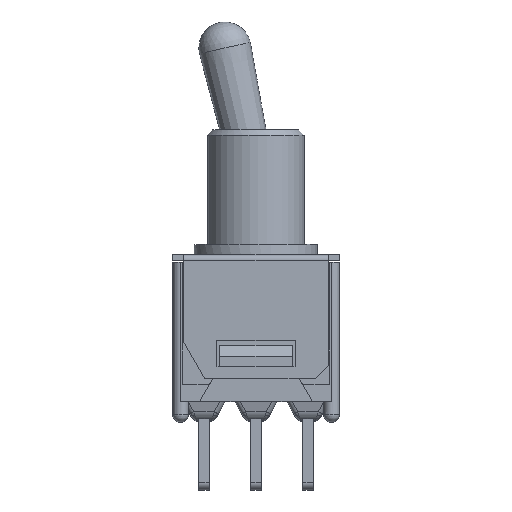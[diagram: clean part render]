
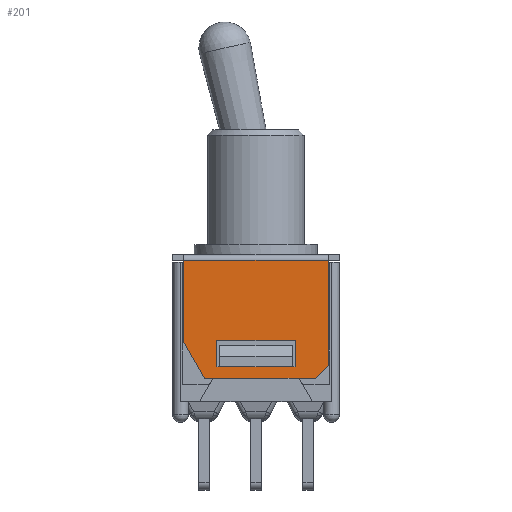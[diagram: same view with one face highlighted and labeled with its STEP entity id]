
A CAD part, top view. The second image highlights one B-rep face of the part: STEP entity #201.
In plain terms, the highlighted planar face has unit normal (0, 0, 1).
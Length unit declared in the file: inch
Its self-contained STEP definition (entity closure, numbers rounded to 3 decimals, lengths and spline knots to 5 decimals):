
#201 = ADVANCED_FACE( '', ( #689, #690 ), #691, .F. );
#689 = FACE_OUTER_BOUND( '', #1816, .T. );
#690 = FACE_BOUND( '', #1817, .T. );
#691 = PLANE( '', #1818 );
#1816 = EDGE_LOOP( '', ( #4070, #4071, #4072, #4073, #4074, #4075 ) );
#1817 = EDGE_LOOP( '', ( #4076, #4077, #4078, #4079, #4080, #4081 ) );
#1818 = AXIS2_PLACEMENT_3D( '', #4082, #4083, #4084 );
#4070 = ORIENTED_EDGE( '', *, *, #6767, .F. );
#4071 = ORIENTED_EDGE( '', *, *, #6628, .F. );
#4072 = ORIENTED_EDGE( '', *, *, #6964, .T. );
#4073 = ORIENTED_EDGE( '', *, *, #6965, .T. );
#4074 = ORIENTED_EDGE( '', *, *, #6966, .F. );
#4075 = ORIENTED_EDGE( '', *, *, #6967, .F. );
#4076 = ORIENTED_EDGE( '', *, *, #6968, .F. );
#4077 = ORIENTED_EDGE( '', *, *, #6969, .F. );
#4078 = ORIENTED_EDGE( '', *, *, #6970, .F. );
#4079 = ORIENTED_EDGE( '', *, *, #6971, .F. );
#4080 = ORIENTED_EDGE( '', *, *, #6972, .F. );
#4081 = ORIENTED_EDGE( '', *, *, #6973, .F. );
#4082 = CARTESIAN_POINT( '', ( 0.1385, -0.0245, 0.0975 ) );
#4083 = DIRECTION( '', ( 0., 0., -1. ) );
#4084 = DIRECTION( '', ( 0., -1., 0. ) );
#6628 = EDGE_CURVE( '', #7740, #7741, #7742, .T. );
#6767 = EDGE_CURVE( '', #7741, #8012, #8013, .T. );
#6964 = EDGE_CURVE( '', #7740, #8366, #8367, .T. );
#6965 = EDGE_CURVE( '', #8366, #8368, #8369, .T. );
#6966 = EDGE_CURVE( '', #8370, #8368, #8371, .T. );
#6967 = EDGE_CURVE( '', #8012, #8370, #8372, .T. );
#6968 = EDGE_CURVE( '', #8373, #8374, #8375, .T. );
#6969 = EDGE_CURVE( '', #8376, #8373, #8377, .T. );
#6970 = EDGE_CURVE( '', #8378, #8376, #8379, .T. );
#6971 = EDGE_CURVE( '', #8380, #8378, #8381, .T. );
#6972 = EDGE_CURVE( '', #8382, #8380, #8383, .T. );
#6973 = EDGE_CURVE( '', #8374, #8382, #8384, .T. );
#7740 = VERTEX_POINT( '', #9536 );
#7741 = VERTEX_POINT( '', #9537 );
#7742 = LINE( '', #9538, #9539 );
#8012 = VERTEX_POINT( '', #10033 );
#8013 = LINE( '', #10034, #10035 );
#8366 = VERTEX_POINT( '', #10731 );
#8367 = LINE( '', #10732, #10733 );
#8368 = VERTEX_POINT( '', #10734 );
#8369 = LINE( '', #10735, #10736 );
#8370 = VERTEX_POINT( '', #10737 );
#8371 = LINE( '', #10738, #10739 );
#8372 = LINE( '', #10740, #10741 );
#8373 = VERTEX_POINT( '', #10742 );
#8374 = VERTEX_POINT( '', #10743 );
#8375 = LINE( '', #10744, #10745 );
#8376 = VERTEX_POINT( '', #10746 );
#8377 = LINE( '', #10747, #10748 );
#8378 = VERTEX_POINT( '', #10749 );
#8379 = LINE( '', #10750, #10751 );
#8380 = VERTEX_POINT( '', #10752 );
#8381 = LINE( '', #10753, #10754 );
#8382 = VERTEX_POINT( '', #10755 );
#8383 = LINE( '', #10756, #10757 );
#8384 = LINE( '', #10758, #10759 );
#9536 = CARTESIAN_POINT( '', ( 0.1385, 0.0005, 0.0975 ) );
#9537 = CARTESIAN_POINT( '', ( 0.1135, -0.0245, 0.0975 ) );
#9538 = CARTESIAN_POINT( '', ( 0.1385, 0.0005, 0.0975 ) );
#9539 = VECTOR( '', #12789, 39.37008 );
#10033 = CARTESIAN_POINT( '', ( -0.0985, -0.0245, 0.0975 ) );
#10034 = CARTESIAN_POINT( '', ( 0.1135, -0.0245, 0.0975 ) );
#10035 = VECTOR( '', #12933, 39.37008 );
#10731 = CARTESIAN_POINT( '', ( 0.1385, 0.2025, 0.0975 ) );
#10732 = CARTESIAN_POINT( '', ( 0.1385, 0.0005, 0.0975 ) );
#10733 = VECTOR( '', #13140, 39.37008 );
#10734 = CARTESIAN_POINT( '', ( -0.1385, 0.2025, 0.0975 ) );
#10735 = CARTESIAN_POINT( '', ( 0.1385, 0.2025, 0.0975 ) );
#10736 = VECTOR( '', #13141, 39.37008 );
#10737 = CARTESIAN_POINT( '', ( -0.1385, 0.04478, 0.0975 ) );
#10738 = CARTESIAN_POINT( '', ( -0.1385, 0.04478, 0.0975 ) );
#10739 = VECTOR( '', #13142, 39.37008 );
#10740 = CARTESIAN_POINT( '', ( -0.0985, -0.0245, 0.0975 ) );
#10741 = VECTOR( '', #13143, 39.37008 );
#10742 = CARTESIAN_POINT( '', ( -0.07, -0.002, 0.0975 ) );
#10743 = CARTESIAN_POINT( '', ( 0.07, -0.002, 0.0975 ) );
#10744 = CARTESIAN_POINT( '', ( -0.07, -0.002, 0.0975 ) );
#10745 = VECTOR( '', #13144, 39.37008 );
#10746 = CARTESIAN_POINT( '', ( -0.075, -0.002, 0.0975 ) );
#10747 = CARTESIAN_POINT( '', ( -0.075, -0.002, 0.0975 ) );
#10748 = VECTOR( '', #13145, 39.37008 );
#10749 = CARTESIAN_POINT( '', ( -0.075, 0.048, 0.0975 ) );
#10750 = CARTESIAN_POINT( '', ( -0.075, 0.048, 0.0975 ) );
#10751 = VECTOR( '', #13146, 39.37008 );
#10752 = CARTESIAN_POINT( '', ( 0.075, 0.048, 0.0975 ) );
#10753 = CARTESIAN_POINT( '', ( 0.075, 0.048, 0.0975 ) );
#10754 = VECTOR( '', #13147, 39.37008 );
#10755 = CARTESIAN_POINT( '', ( 0.075, -0.002, 0.0975 ) );
#10756 = CARTESIAN_POINT( '', ( 0.075, -0.002, 0.0975 ) );
#10757 = VECTOR( '', #13148, 39.37008 );
#10758 = CARTESIAN_POINT( '', ( 0.07, -0.002, 0.0975 ) );
#10759 = VECTOR( '', #13149, 39.37008 );
#12789 = DIRECTION( '', ( -0.707, -0.707, 0. ) );
#12933 = DIRECTION( '', ( -1., 0., 0. ) );
#13140 = DIRECTION( '', ( 0., 1., 0. ) );
#13141 = DIRECTION( '', ( -1., 0., 0. ) );
#13142 = DIRECTION( '', ( 0., 1., 0. ) );
#13143 = DIRECTION( '', ( -0.5, 0.866, 0. ) );
#13144 = DIRECTION( '', ( 1., 0., 0. ) );
#13145 = DIRECTION( '', ( 1., 0., 0. ) );
#13146 = DIRECTION( '', ( 0., -1., 0. ) );
#13147 = DIRECTION( '', ( -1., 0., 0. ) );
#13148 = DIRECTION( '', ( 0., 1., 0. ) );
#13149 = DIRECTION( '', ( 1., 0., 0. ) );
